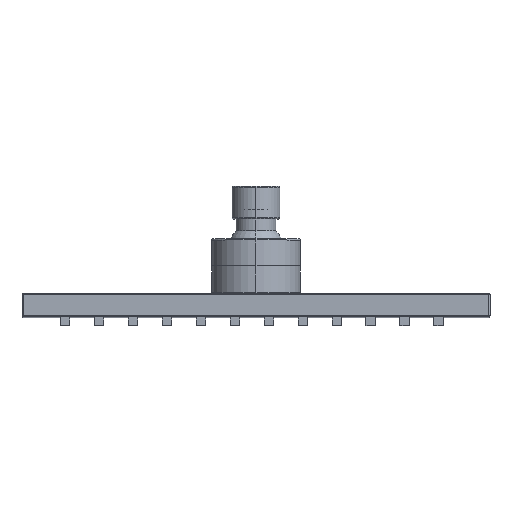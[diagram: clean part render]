
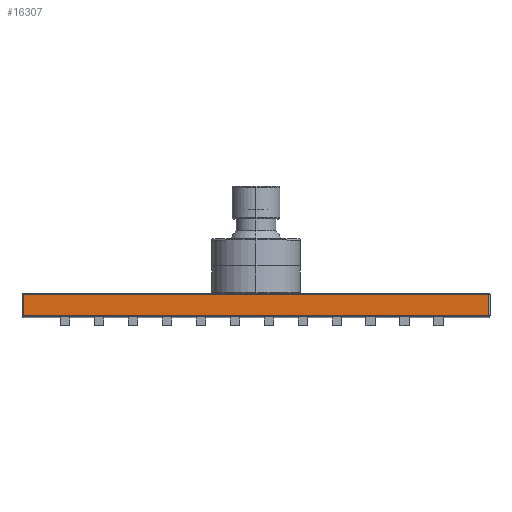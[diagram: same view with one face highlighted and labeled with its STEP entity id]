
A CAD part, top view. The second image highlights one B-rep face of the part: STEP entity #16307.
In plain terms, the highlighted planar face has unit normal (0, 0, 1).
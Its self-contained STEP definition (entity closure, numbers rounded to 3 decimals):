
#613 = EDGE_CURVE ( 'NONE', #24678, #7917, #23998, .T. ) ;
#1407 = CARTESIAN_POINT ( 'NONE',  ( 99.5, 10., 100. ) ) ;
#1889 = ORIENTED_EDGE ( 'NONE', *, *, #11364, .T. ) ;
#3137 = CARTESIAN_POINT ( 'NONE',  ( 99.5, 9.5, 100. ) ) ;
#3582 = ORIENTED_EDGE ( 'NONE', *, *, #613, .T. ) ;
#4849 = CARTESIAN_POINT ( 'NONE',  ( -100., 0.5, 100. ) ) ;
#4999 = LINE ( 'NONE', #15023, #5767 ) ;
#5767 = VECTOR ( 'NONE', #25164, 1000. ) ;
#7519 = CARTESIAN_POINT ( 'NONE',  ( -100., 10., 100. ) ) ;
#7917 = VERTEX_POINT ( 'NONE', #3137 ) ;
#8715 = EDGE_CURVE ( 'NONE', #7917, #15646, #21308, .T. ) ;
#8743 = DIRECTION ( 'NONE',  ( -1., 0., 0. ) ) ;
#9068 = ORIENTED_EDGE ( 'NONE', *, *, #8715, .T. ) ;
#9508 = CARTESIAN_POINT ( 'NONE',  ( -99.5, 9.5, 100. ) ) ;
#11364 = EDGE_CURVE ( 'NONE', #13024, #24678, #27496, .T. ) ;
#11408 = DIRECTION ( 'NONE',  ( 0., 1., 0. ) ) ;
#12221 = CARTESIAN_POINT ( 'NONE',  ( -99.5, 0.5, 100. ) ) ;
#13024 = VERTEX_POINT ( 'NONE', #12221 ) ;
#14886 = DIRECTION ( 'NONE',  ( 1., 0., 0. ) ) ;
#15023 = CARTESIAN_POINT ( 'NONE',  ( -99.5, 10., 100. ) ) ;
#15312 = AXIS2_PLACEMENT_3D ( 'NONE', #7519, #17594, #27735 ) ;
#15499 = EDGE_CURVE ( 'NONE', #15646, #13024, #4999, .T. ) ;
#15646 = VERTEX_POINT ( 'NONE', #9508 ) ;
#16307 = ADVANCED_FACE ( 'NONE', ( #20061 ), #30229, .F. ) ;
#17594 = DIRECTION ( 'NONE',  ( 0., 0., -1. ) ) ;
#19291 = CARTESIAN_POINT ( 'NONE',  ( 99.5, 0.5, 100. ) ) ;
#20061 = FACE_OUTER_BOUND ( 'NONE', #23946, .T. ) ;
#21308 = LINE ( 'NONE', #31486, #26380 ) ;
#22343 = VECTOR ( 'NONE', #11408, 1000. ) ;
#23946 = EDGE_LOOP ( 'NONE', ( #3582, #9068, #27440, #1889 ) ) ;
#23998 = LINE ( 'NONE', #1407, #22343 ) ;
#24523 = VECTOR ( 'NONE', #14886, 1000. ) ;
#24678 = VERTEX_POINT ( 'NONE', #19291 ) ;
#25164 = DIRECTION ( 'NONE',  ( 0., -1., 0. ) ) ;
#26380 = VECTOR ( 'NONE', #8743, 1000. ) ;
#27440 = ORIENTED_EDGE ( 'NONE', *, *, #15499, .T. ) ;
#27496 = LINE ( 'NONE', #4849, #24523 ) ;
#27735 = DIRECTION ( 'NONE',  ( -1., 0., 0. ) ) ;
#30229 = PLANE ( 'NONE',  #15312 ) ;
#31486 = CARTESIAN_POINT ( 'NONE',  ( -100., 9.5, 100. ) ) ;
